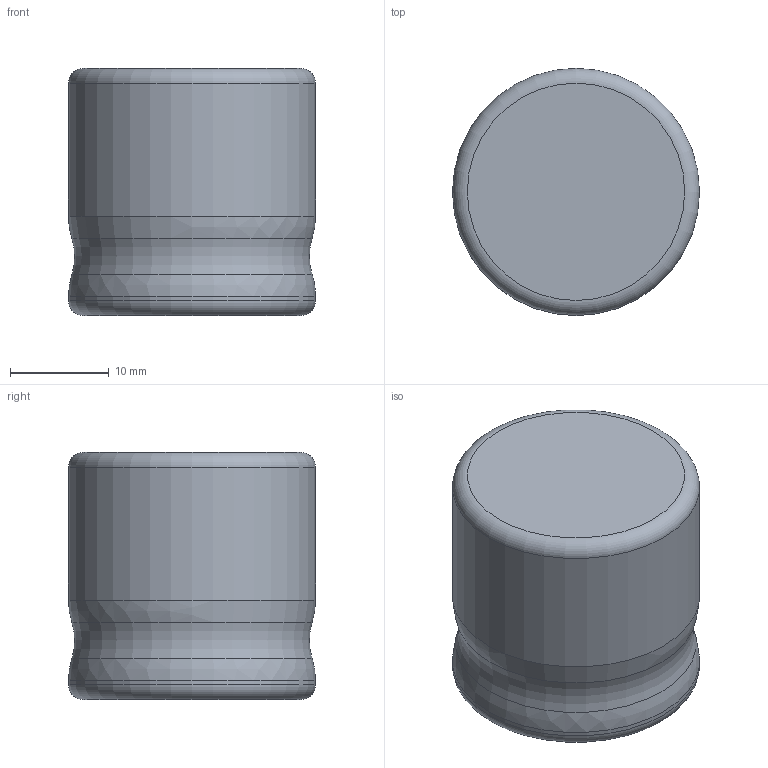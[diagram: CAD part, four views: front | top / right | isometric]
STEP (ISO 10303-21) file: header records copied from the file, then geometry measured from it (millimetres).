
FILE_DESCRIPTION(/* description */ (''),/* implementation_level */ '2;1');
FILE_NAME(/* name */ 'D25xL25 v1.step',/* time_stamp */ '2023-03-25T17:38:36+01:00',/* author */ (''),/* organization */ (''),/* preprocessor_version */ 'ST-DEVELOPER v19.2',/* originating_system */ 'Autodesk Translation Framework v11.17.0.187',/* authorisation */ '');
FILE_SCHEMA (('AUTOMOTIVE_DESIGN { 1 0 10303 214 3 1 1 }'));
Length unit declared in the file: millimetre
Products named in the file (1): D25xL25
Bounding box: 25 x 25 x 25 mm (x, y, z)
Volume: 12010.4 mm3; surface area: 2836.4 mm2
Topology: 1 solids, 1 shells, 9 faces, 17 edges, 10 vertices
Faces by surface type: torus 3, bspline 2, cylinder 2, plane 2
Full cylindrical faces by diameter (mm): 25 x2
Entity records: 326 total; most frequent: CARTESIAN_POINT 89, DIRECTION 48, ORIENTED_EDGE 34, AXIS2_PLACEMENT_3D 23, EDGE_CURVE 17, CIRCLE 15, VERTEX_POINT 10, FACE_OUTER_BOUND 9
